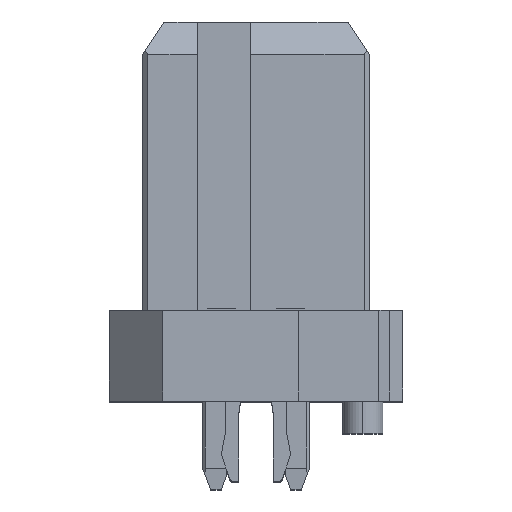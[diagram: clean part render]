
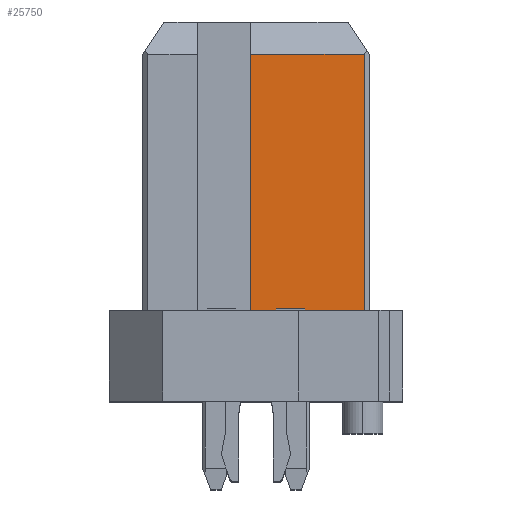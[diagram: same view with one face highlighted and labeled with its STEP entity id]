
A CAD part, top view. The second image highlights one B-rep face of the part: STEP entity #25750.
In plain terms, the highlighted planar face has unit normal (0, 0, 1).
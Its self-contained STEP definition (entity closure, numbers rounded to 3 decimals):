
#6450=CARTESIAN_POINT('',(-9.623,16.681,-27.698));
#6460=DIRECTION('',(0.,0.,1.));
#6470=DIRECTION('',(-1.,0.,0.));
#6480=AXIS2_PLACEMENT_3D('',#6450,#6460,#6470);
#6490=PLANE('',#6480);
#11770=CARTESIAN_POINT('',(-6.223,26.281,-27.698));
#11780=VERTEX_POINT('',#11770);
#11920=CARTESIAN_POINT('',(-1.973,26.281,-27.698));
#11930=VERTEX_POINT('',#11920);
#11960=CARTESIAN_POINT('',(-7.123,26.281,-27.698));
#11970=DIRECTION('',(1.,0.,0.));
#11980=VECTOR('',#11970,1.);
#11990=LINE('',#11960,#11980);
#12000=EDGE_CURVE('',#11780,#11930,#11990,.T.);
#16440=CARTESIAN_POINT('',(-6.223,16.681,-27.698));
#16450=VERTEX_POINT('',#16440);
#16480=CARTESIAN_POINT('',(-7.123,16.681,-27.698));
#16490=DIRECTION('',(-1.,0.,0.));
#16500=VECTOR('',#16490,1.);
#16510=LINE('',#16480,#16500);
#16520=CARTESIAN_POINT('',(-1.973,16.681,-27.698));
#16530=VERTEX_POINT('',#16520);
#16540=EDGE_CURVE('',#16530,#16450,#16510,.T.);
#23380=CARTESIAN_POINT('',(-1.973,23.781,-27.698));
#23390=DIRECTION('',(0.,-1.,0.));
#23400=VECTOR('',#23390,1.);
#23410=LINE('',#23380,#23400);
#23420=EDGE_CURVE('',#11930,#16530,#23410,.T.);
#25640=ORIENTED_EDGE('',*,*,#23420,.F.);
#25650=ORIENTED_EDGE('',*,*,#16540,.F.);
#25660=CARTESIAN_POINT('',(-6.223,23.781,-27.698));
#25670=DIRECTION('',(0.,1.,0.));
#25680=VECTOR('',#25670,1.);
#25690=LINE('',#25660,#25680);
#25700=EDGE_CURVE('',#16450,#11780,#25690,.T.);
#25710=ORIENTED_EDGE('',*,*,#25700,.F.);
#25720=ORIENTED_EDGE('',*,*,#12000,.F.);
#25730=EDGE_LOOP('',(#25720,#25710,#25650,#25640));
#25740=FACE_OUTER_BOUND('',#25730,.T.);
#25750=ADVANCED_FACE('',(#25740),#6490,.T.);
